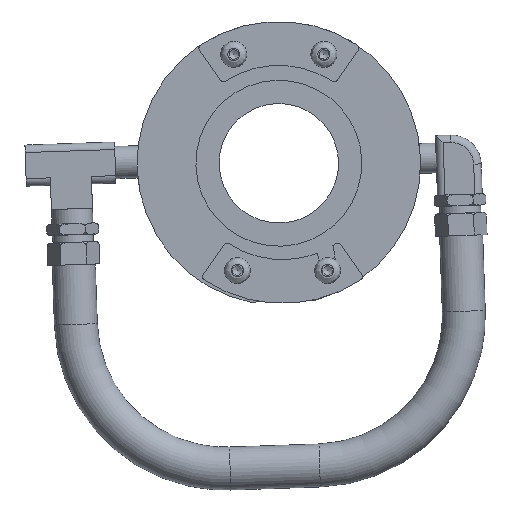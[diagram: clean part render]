
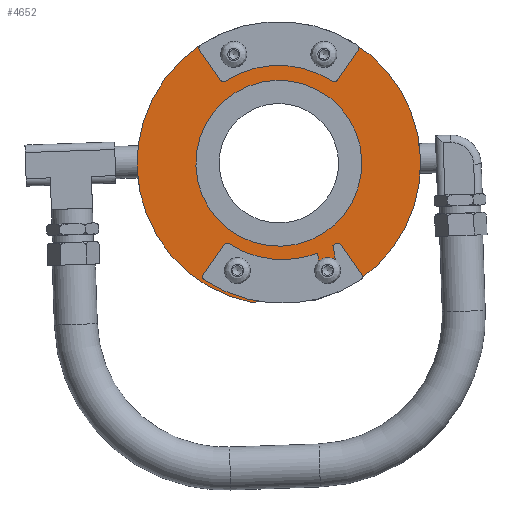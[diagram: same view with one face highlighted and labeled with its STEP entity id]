
A CAD part, front view. The second image highlights one B-rep face of the part: STEP entity #4652.
In plain terms, the highlighted planar face has unit normal (0, -1, 0).
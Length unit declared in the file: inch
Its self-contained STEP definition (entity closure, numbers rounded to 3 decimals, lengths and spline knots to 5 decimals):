
#3968=CARTESIAN_POINT('',(-1.88629,-0.06664,1.813));
#3969=VERTEX_POINT('',#3968);
#3976=CARTESIAN_POINT('',(-1.38629,-0.06664,2.313));
#3977=VERTEX_POINT('',#3976);
#3978=CARTESIAN_POINT('',(-1.38629,-0.06664,1.813));
#3979=DIRECTION('',(0.0,-1.0,0.0));
#3980=DIRECTION('',(1.0,0.0,0.0));
#3981=AXIS2_PLACEMENT_3D('',#3978,#3979,#3980);
#3982=CIRCLE('',#3981,0.5);
#3983=EDGE_CURVE('',#3977,#3969,#3982,.T.);
#4033=CARTESIAN_POINT('',(-2.38629,-0.06664,2.313));
#4034=VERTEX_POINT('',#4033);
#4035=CARTESIAN_POINT('',(-2.42541,-0.06664,2.313));
#4036=VERTEX_POINT('',#4035);
#4037=CARTESIAN_POINT('',(-2.38629,-0.06664,2.313));
#4038=DIRECTION('',(-1.0,0.0,0.0));
#4039=VECTOR('',#4038,0.03913);
#4040=LINE('',#4037,#4039);
#4041=EDGE_CURVE('',#4034,#4036,#4040,.T.);
#4073=CARTESIAN_POINT('',(-1.34716,-0.06664,2.313));
#4074=VERTEX_POINT('',#4073);
#4075=CARTESIAN_POINT('',(-1.34716,-0.06664,2.313));
#4076=DIRECTION('',(-1.0,0.0,0.0));
#4077=VECTOR('',#4076,0.03913);
#4078=LINE('',#4075,#4077);
#4079=EDGE_CURVE('',#4074,#3977,#4078,.T.);
#4137=CARTESIAN_POINT('',(-2.38629,-0.06664,1.813));
#4138=DIRECTION('',(0.0,-1.0,0.0));
#4139=DIRECTION('',(0.0,0.0,-1.0));
#4140=AXIS2_PLACEMENT_3D('',#4137,#4138,#4139);
#4141=CIRCLE('',#4140,0.5);
#4142=EDGE_CURVE('',#3969,#4034,#4141,.T.);
#4164=CARTESIAN_POINT('',(-1.88629,-0.06664,-1.813));
#4165=VERTEX_POINT('',#4164);
#4172=CARTESIAN_POINT('',(-2.38629,-0.06664,-2.313));
#4173=VERTEX_POINT('',#4172);
#4174=CARTESIAN_POINT('',(-2.38629,-0.06664,-1.813));
#4175=DIRECTION('',(0.0,-1.0,0.0));
#4176=DIRECTION('',(-1.0,0.0,0.0));
#4177=AXIS2_PLACEMENT_3D('',#4174,#4175,#4176);
#4178=CIRCLE('',#4177,0.5);
#4179=EDGE_CURVE('',#4173,#4165,#4178,.T.);
#4229=CARTESIAN_POINT('',(-1.38629,-0.06664,-2.313));
#4230=VERTEX_POINT('',#4229);
#4231=CARTESIAN_POINT('',(-1.34716,-0.06664,-2.313));
#4232=VERTEX_POINT('',#4231);
#4233=CARTESIAN_POINT('',(-1.38629,-0.06664,-2.313));
#4234=DIRECTION('',(1.0,0.0,0.0));
#4235=VECTOR('',#4234,0.03913);
#4236=LINE('',#4233,#4235);
#4237=EDGE_CURVE('',#4230,#4232,#4236,.T.);
#4302=CARTESIAN_POINT('',(-1.38629,-0.06664,-1.813));
#4303=DIRECTION('',(0.0,-1.0,0.0));
#4304=DIRECTION('',(0.0,0.0,1.0));
#4305=AXIS2_PLACEMENT_3D('',#4302,#4303,#4304);
#4306=CIRCLE('',#4305,0.5);
#4307=EDGE_CURVE('',#4165,#4230,#4306,.T.);
#4318=CARTESIAN_POINT('',(-2.42541,-0.06664,-2.313));
#4319=VERTEX_POINT('',#4318);
#4320=CARTESIAN_POINT('',(-2.42541,-0.06664,-2.313));
#4321=DIRECTION('',(1.0,0.0,0.0));
#4322=VECTOR('',#4321,0.03913);
#4323=LINE('',#4320,#4322);
#4324=EDGE_CURVE('',#4319,#4173,#4323,.T.);
#4556=CARTESIAN_POINT('',(-1.88629,-0.06664,0.0));
#4557=DIRECTION('',(0.0,-1.0,0.0));
#4558=DIRECTION('',(1.0,0.0,0.0));
#4559=AXIS2_PLACEMENT_3D('',#4556,#4557,#4558);
#4560=CIRCLE('',#4559,2.375);
#4561=EDGE_CURVE('',#4036,#4319,#4560,.T.);
#4607=CARTESIAN_POINT('',(-0.00399,-0.06664,0.0));
#4608=DIRECTION('',(0.0,-1.0,0.0));
#4609=DIRECTION('',(0.0,0.0,-1.0));
#4610=AXIS2_PLACEMENT_3D('',#4607,#4608,#4609);
#4611=PLANE('',#4610);
#4612=ORIENTED_EDGE('',*,*,#4079,.T.);
#4613=ORIENTED_EDGE('',*,*,#3983,.T.);
#4614=ORIENTED_EDGE('',*,*,#4142,.T.);
#4615=ORIENTED_EDGE('',*,*,#4041,.T.);
#4616=ORIENTED_EDGE('',*,*,#4561,.T.);
#4617=ORIENTED_EDGE('',*,*,#4324,.T.);
#4618=ORIENTED_EDGE('',*,*,#4179,.T.);
#4619=ORIENTED_EDGE('',*,*,#4307,.T.);
#4620=ORIENTED_EDGE('',*,*,#4237,.T.);
#4621=CARTESIAN_POINT('',(-1.88629,-0.06664,0.0));
#4622=DIRECTION('',(0.0,-1.0,0.0));
#4623=DIRECTION('',(1.0,0.0,0.0));
#4624=AXIS2_PLACEMENT_3D('',#4621,#4622,#4623);
#4625=CIRCLE('',#4624,2.375);
#4626=EDGE_CURVE('',#4232,#4074,#4625,.T.);
#4627=ORIENTED_EDGE('',*,*,#4626,.T.);
#4628=EDGE_LOOP('',(#4612,#4613,#4614,#4615,#4616,#4617,#4618,#4619,#4620,#4627));
#4629=FACE_OUTER_BOUND('',#4628,.T.);
#4630=CARTESIAN_POINT('',(-0.49669,-0.06664,0.0));
#4631=VERTEX_POINT('',#4630);
#4632=CARTESIAN_POINT('',(-1.88629,-0.06664,0.0));
#4633=DIRECTION('',(0.0,-1.0,0.0));
#4634=DIRECTION('',(1.0,0.0,0.0));
#4635=AXIS2_PLACEMENT_3D('',#4632,#4633,#4634);
#4636=CIRCLE('',#4635,1.3896);
#4637=EDGE_CURVE('',#4631,#4631,#4636,.T.);
#4638=ORIENTED_EDGE('',*,*,#4637,.F.);
#4639=EDGE_LOOP('',(#4638));
#4640=FACE_BOUND('',#4639,.T.);
#4641=CARTESIAN_POINT('',(-1.25587,-0.06664,-1.82374));
#4642=VERTEX_POINT('',#4641);
#4643=CARTESIAN_POINT('',(-1.13087,-0.06664,-1.82374));
#4644=DIRECTION('',(0.0,1.0,0.0));
#4645=DIRECTION('',(1.0,0.0,0.0));
#4646=AXIS2_PLACEMENT_3D('',#4643,#4644,#4645);
#4647=CIRCLE('',#4646,0.125);
#4648=EDGE_CURVE('',#4642,#4642,#4647,.T.);
#4649=ORIENTED_EDGE('',*,*,#4648,.T.);
#4650=EDGE_LOOP('',(#4649));
#4651=FACE_BOUND('',#4650,.T.);
#4652=ADVANCED_FACE('',(#4629,#4640,#4651),#4611,.T.);
